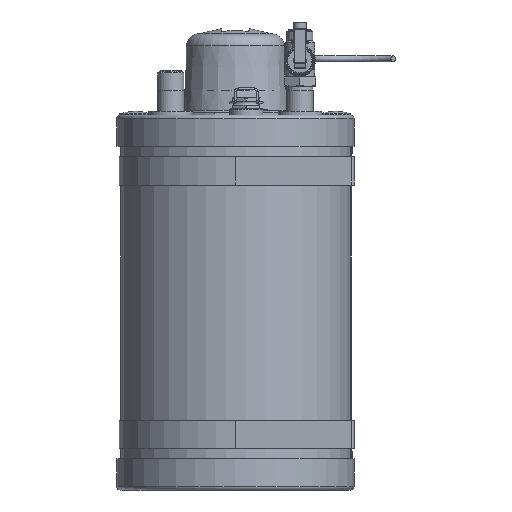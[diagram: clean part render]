
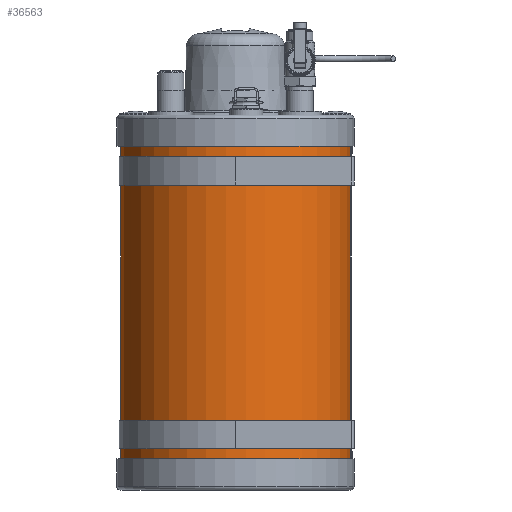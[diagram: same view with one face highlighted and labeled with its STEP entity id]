
A CAD part, left-side view. The second image highlights one B-rep face of the part: STEP entity #36563.
In plain terms, the highlighted cylindrical face has radius 92.1 mm (diameter 184.2 mm), a partial arc.
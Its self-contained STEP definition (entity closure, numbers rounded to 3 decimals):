
#383 = CARTESIAN_POINT ( 'NONE',  ( 0., 0., 0. ) ) ;
#1086 = VERTEX_POINT ( 'NONE', #11020 ) ;
#3088 = AXIS2_PLACEMENT_3D ( 'NONE', #18513, #32054, #41481 ) ;
#3815 = AXIS2_PLACEMENT_3D ( 'NONE', #29852, #39284, #32921 ) ;
#4052 = EDGE_CURVE ( 'NONE', #27961, #1086, #15220, .T. ) ;
#4210 = ORIENTED_EDGE ( 'NONE', *, *, #18987, .T. ) ;
#7960 = EDGE_LOOP ( 'NONE', ( #4210, #39499, #42130, #21133 ) ) ;
#7972 = CIRCLE ( 'NONE', #3815, 92.1 ) ;
#11020 = CARTESIAN_POINT ( 'NONE',  ( -7.709, 0., -91.777 ) ) ;
#11766 = FACE_OUTER_BOUND ( 'NONE', #7960, .T. ) ;
#14601 = VECTOR ( 'NONE', #15864, 1000. ) ;
#15220 = LINE ( 'NONE', #22195, #14601 ) ;
#15864 = DIRECTION ( 'NONE',  ( 0., -1., 0. ) ) ;
#16876 = CARTESIAN_POINT ( 'NONE',  ( 7.709, 294., -91.777 ) ) ;
#18513 = CARTESIAN_POINT ( 'NONE',  ( 0., 294., 0. ) ) ;
#18987 = EDGE_CURVE ( 'NONE', #1086, #26966, #38771, .T. ) ;
#20582 = DIRECTION ( 'NONE',  ( 0., -1., 0. ) ) ;
#21133 = ORIENTED_EDGE ( 'NONE', *, *, #4052, .T. ) ;
#22195 = CARTESIAN_POINT ( 'NONE',  ( -7.709, 294., -91.777 ) ) ;
#23692 = DIRECTION ( 'NONE',  ( 0., 1., 0. ) ) ;
#26747 = EDGE_CURVE ( 'NONE', #32829, #26966, #32614, .T. ) ;
#26966 = VERTEX_POINT ( 'NONE', #29870 ) ;
#27848 = CARTESIAN_POINT ( 'NONE',  ( 7.709, 294., -91.777 ) ) ;
#27961 = VERTEX_POINT ( 'NONE', #41992 ) ;
#29852 = CARTESIAN_POINT ( 'NONE',  ( 0., 294., 0. ) ) ;
#29870 = CARTESIAN_POINT ( 'NONE',  ( 7.709, 0., -91.777 ) ) ;
#31792 = AXIS2_PLACEMENT_3D ( 'NONE', #383, #23692, #40754 ) ;
#32054 = DIRECTION ( 'NONE',  ( 0., -1., 0. ) ) ;
#32614 = LINE ( 'NONE', #16876, #43075 ) ;
#32829 = VERTEX_POINT ( 'NONE', #27848 ) ;
#32921 = DIRECTION ( 'NONE',  ( 1., 0., 0. ) ) ;
#36563 = ADVANCED_FACE ( 'NONE', ( #11766 ), #38206, .T. ) ;
#36904 = EDGE_CURVE ( 'NONE', #27961, #32829, #7972, .T. ) ;
#38206 = CYLINDRICAL_SURFACE ( 'NONE', #3088, 92.1 ) ;
#38771 = CIRCLE ( 'NONE', #31792, 92.1 ) ;
#39284 = DIRECTION ( 'NONE',  ( 0., 1., 0. ) ) ;
#39499 = ORIENTED_EDGE ( 'NONE', *, *, #26747, .F. ) ;
#40754 = DIRECTION ( 'NONE',  ( 1., 0., 0. ) ) ;
#41481 = DIRECTION ( 'NONE',  ( 0., 0., -1. ) ) ;
#41992 = CARTESIAN_POINT ( 'NONE',  ( -7.709, 294., -91.777 ) ) ;
#42130 = ORIENTED_EDGE ( 'NONE', *, *, #36904, .F. ) ;
#43075 = VECTOR ( 'NONE', #20582, 1000. ) ;
